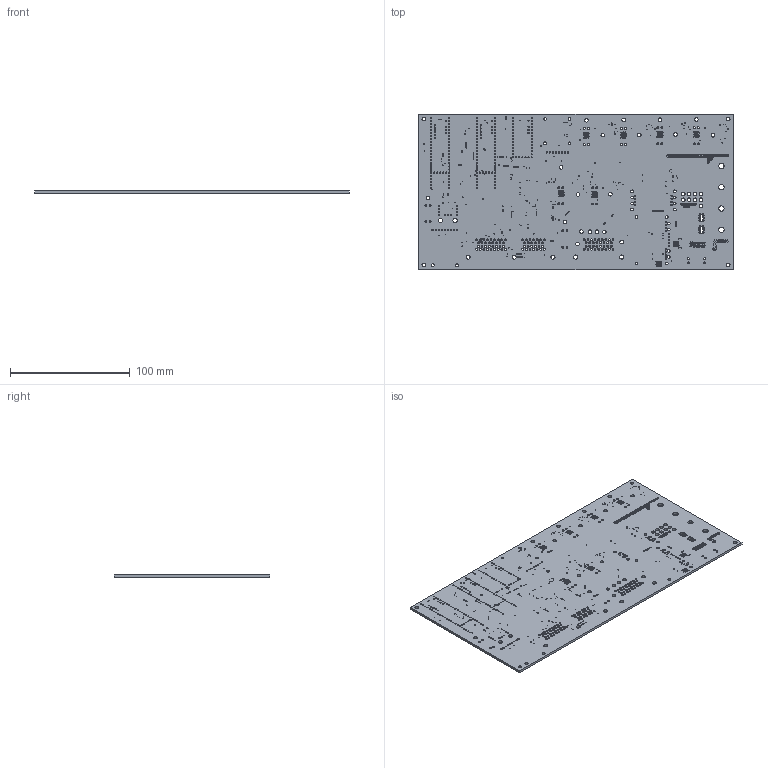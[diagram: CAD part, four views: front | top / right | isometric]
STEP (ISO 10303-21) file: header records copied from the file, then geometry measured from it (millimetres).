
FILE_DESCRIPTION(('for SolidWorks'),'2;1');
FILE_NAME('School and Work (post Aug''DAQ-PDU AIO Rev 1.1 3D Model.step','2020-01-06T15:39:49',('m_sav'),(''), 'Open CASCADE STEP processor 6.6','DipTrace','Unknown');
FILE_SCHEMA(('AUTOMOTIVE_DESIGN { 1 0 10303 214 1 1 1 1 }'));
Length unit declared in the file: millimetre
Products named in the file (2): PCB_DAQ-PDU_AIO_Rev_1.1_3D_Model; Board_DAQ-PDU_AIO_Rev_1.1_3D_Model
Assembly tree (1 placements, depth 2):
  PCB_DAQ-PDU_AIO_Rev_1.1_3D_Model
    Board_DAQ-PDU_AIO_Rev_1.1_3D_Model
Bounding box: 262.5 x 130 x 2 mm (x, y, z)
Volume: 66248.8 mm3; surface area: 73736.8 mm2
Topology: 1 solids, 1 shells, 1138 faces, 3408 edges, 2272 vertices
Faces by surface type: cylinder 1094, plane 44
Full cylindrical faces by diameter (mm): 0.486 x658, 0.5 x24, 0.8 x3, 0.9 x37, 0.965 x124, 1.05 x41, 1.2 x12, 1.5 x94, 1.65 x36, 2.18 x4, 2.2 x4, 2.24 x4, 2.29 x4, 2.3 x4, 2.54 x2, 3 x32, 3.4 x5, 3.556 x2, 4.5 x4
Entity records: 44121 total; most frequent: DIRECTION 7876, CARTESIAN_POINT 6820, ORIENTED_EDGE 6816, EDGE_CURVE 3408, FACE_BOUND 3330, EDGE_LOOP 3330, AXIS2_PLACEMENT_3D 3328, VERTEX_POINT 2272
